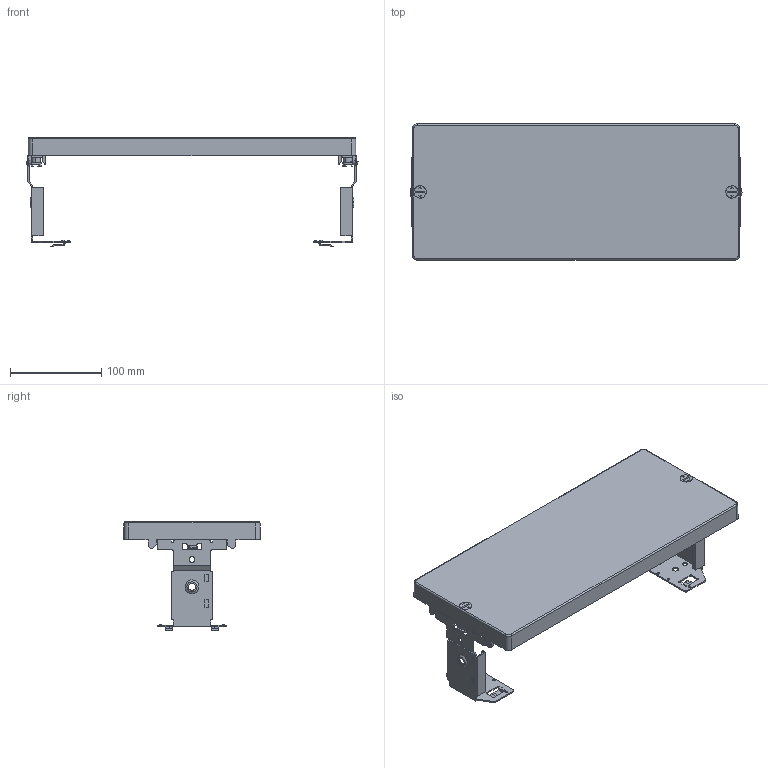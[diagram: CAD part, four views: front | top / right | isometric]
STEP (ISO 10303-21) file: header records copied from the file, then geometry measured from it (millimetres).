
FILE_DESCRIPTION((''),'2;1');
FILE_NAME('GW46426F_ASM','2021-04-09T10:06:11',('User'),('Axiro Italia'),'CREO PARAMETRIC BY PTC INC, 2020354','CREO PARAMETRIC BY PTC INC, 2020354','');
FILE_SCHEMA(('CONFIG_CONTROL_DESIGN'));
Length unit declared in the file: millimetre
Products named in the file (4): 55710644C2XX_MOSTRINA_CIECA_18M; 55718951FXXX_STAFFA_X_SUPP_GUID; STAFFE_ASM; GW46426F_ASM
Assembly tree (4 placements, depth 3):
  GW46426F_ASM
    55710644C2XX_MOSTRINA_CIECA_18M
    STAFFE_ASM
      55718951FXXX_STAFFA_X_SUPP_GUID  x2
Bounding box: 363 x 149 x 119.87 mm (x, y, z)
Volume: 244728.8 mm3; surface area: 188272.9 mm2
Topology: 3 solids, 3 shells, 570 faces, 1612 edges, 1060 vertices
Faces by surface type: plane 350, cylinder 170, sphere 24, cone 22, bspline 4
Entity records: 13865 total; most frequent: CARTESIAN_POINT 3502, ORIENTED_EDGE 2220, DIRECTION 2019, EDGE_CURVE 1110, VECTOR 745, LINE 745, VERTEX_POINT 736, AXIS2_PLACEMENT_3D 637
